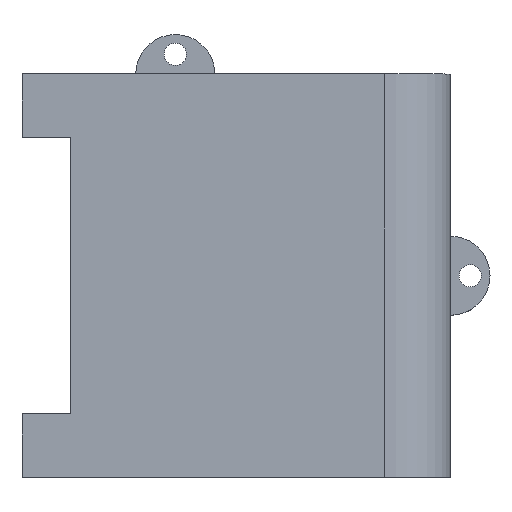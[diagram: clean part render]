
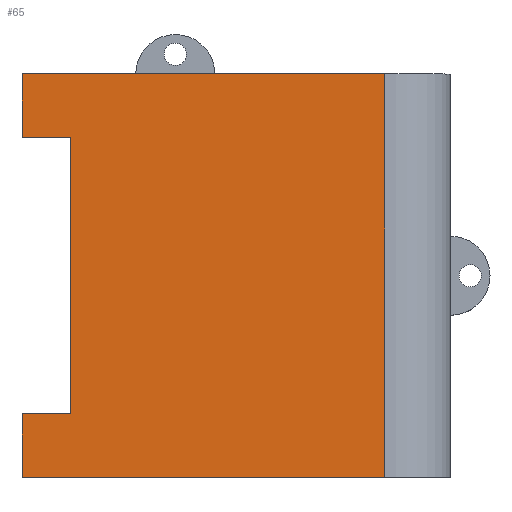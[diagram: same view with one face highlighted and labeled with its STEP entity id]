
A CAD part, top view. The second image highlights one B-rep face of the part: STEP entity #65.
In plain terms, the highlighted planar face has unit normal (0, 0, 1).
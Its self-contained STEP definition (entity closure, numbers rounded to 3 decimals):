
#28 = LINE ( 'NONE', #108, #249 ) ;
#45 = FACE_OUTER_BOUND ( 'NONE', #363, .T. ) ;
#56 = LINE ( 'NONE', #635, #153 ) ;
#65 = ADVANCED_FACE ( 'NONE', ( #45 ), #665, .T. ) ;
#76 = EDGE_CURVE ( 'NONE', #290, #466, #742, .T. ) ;
#106 = VERTEX_POINT ( 'NONE', #736 ) ;
#108 = CARTESIAN_POINT ( 'NONE',  ( 61.077, 95.828, 23. ) ) ;
#113 = VECTOR ( 'NONE', #908, 1000. ) ;
#115 = VERTEX_POINT ( 'NONE', #820 ) ;
#121 = CARTESIAN_POINT ( 'NONE',  ( 61.077, 95.828, 23. ) ) ;
#142 = CARTESIAN_POINT ( 'NONE',  ( 68.5, 44.245, 23. ) ) ;
#144 = CARTESIAN_POINT ( 'NONE',  ( 116.077, 34.661, 23. ) ) ;
#153 = VECTOR ( 'NONE', #1063, 1000. ) ;
#166 = LINE ( 'NONE', #971, #169 ) ;
#169 = VECTOR ( 'NONE', #653, 1000. ) ;
#185 = CARTESIAN_POINT ( 'NONE',  ( 116.077, 95.828, 23. ) ) ;
#198 = LINE ( 'NONE', #429, #393 ) ;
#225 = CARTESIAN_POINT ( 'NONE',  ( 61.077, 34.661, 23. ) ) ;
#245 = ORIENTED_EDGE ( 'NONE', *, *, #767, .T. ) ;
#249 = VECTOR ( 'NONE', #713, 1000. ) ;
#250 = VECTOR ( 'NONE', #672, 1000. ) ;
#283 = ORIENTED_EDGE ( 'NONE', *, *, #76, .F. ) ;
#290 = VERTEX_POINT ( 'NONE', #760 ) ;
#302 = DIRECTION ( 'NONE',  ( 1., 0., 0. ) ) ;
#317 = CARTESIAN_POINT ( 'NONE',  ( 61.077, 95.828, 23. ) ) ;
#363 = EDGE_LOOP ( 'NONE', ( #283, #716, #245, #1065, #472, #810, #660, #617 ) ) ;
#393 = VECTOR ( 'NONE', #687, 1000. ) ;
#409 = CARTESIAN_POINT ( 'NONE',  ( -771.507, -77.629, 23. ) ) ;
#423 = VECTOR ( 'NONE', #922, 1000. ) ;
#427 = VERTEX_POINT ( 'NONE', #878 ) ;
#428 = EDGE_CURVE ( 'NONE', #290, #893, #28, .T. ) ;
#429 = CARTESIAN_POINT ( 'NONE',  ( 126.077, 34.661, 23. ) ) ;
#466 = VERTEX_POINT ( 'NONE', #142 ) ;
#472 = ORIENTED_EDGE ( 'NONE', *, *, #517, .T. ) ;
#495 = LINE ( 'NONE', #939, #250 ) ;
#517 = EDGE_CURVE ( 'NONE', #427, #874, #56, .T. ) ;
#532 = DIRECTION ( 'NONE',  ( 0., 1., 0. ) ) ;
#585 = EDGE_CURVE ( 'NONE', #874, #115, #832, .T. ) ;
#614 = LINE ( 'NONE', #185, #1099 ) ;
#617 = ORIENTED_EDGE ( 'NONE', *, *, #711, .F. ) ;
#635 = CARTESIAN_POINT ( 'NONE',  ( 126.077, 95.828, 23. ) ) ;
#653 = DIRECTION ( 'NONE',  ( -1., 0., 0. ) ) ;
#658 = DIRECTION ( 'NONE',  ( 0., 0., 1. ) ) ;
#660 = ORIENTED_EDGE ( 'NONE', *, *, #801, .F. ) ;
#665 = PLANE ( 'NONE',  #868 ) ;
#672 = DIRECTION ( 'NONE',  ( 0., 1., 0. ) ) ;
#687 = DIRECTION ( 'NONE',  ( 1., 0., 0. ) ) ;
#711 = EDGE_CURVE ( 'NONE', #466, #106, #495, .T. ) ;
#713 = DIRECTION ( 'NONE',  ( 0., -1., 0. ) ) ;
#716 = ORIENTED_EDGE ( 'NONE', *, *, #428, .T. ) ;
#736 = CARTESIAN_POINT ( 'NONE',  ( 68.5, 86.245, 23. ) ) ;
#742 = LINE ( 'NONE', #897, #423 ) ;
#760 = CARTESIAN_POINT ( 'NONE',  ( 61.077, 44.245, 23. ) ) ;
#767 = EDGE_CURVE ( 'NONE', #893, #955, #198, .T. ) ;
#801 = EDGE_CURVE ( 'NONE', #106, #115, #166, .T. ) ;
#810 = ORIENTED_EDGE ( 'NONE', *, *, #585, .T. ) ;
#820 = CARTESIAN_POINT ( 'NONE',  ( 61.077, 86.245, 23. ) ) ;
#832 = LINE ( 'NONE', #317, #113 ) ;
#868 = AXIS2_PLACEMENT_3D ( 'NONE', #409, #658, #302 ) ;
#874 = VERTEX_POINT ( 'NONE', #121 ) ;
#878 = CARTESIAN_POINT ( 'NONE',  ( 116.077, 95.828, 23. ) ) ;
#893 = VERTEX_POINT ( 'NONE', #225 ) ;
#897 = CARTESIAN_POINT ( 'NONE',  ( 12.5, 44.245, 23. ) ) ;
#908 = DIRECTION ( 'NONE',  ( 0., -1., 0. ) ) ;
#922 = DIRECTION ( 'NONE',  ( 1., 0., 0. ) ) ;
#939 = CARTESIAN_POINT ( 'NONE',  ( 68.5, 44.245, 23. ) ) ;
#955 = VERTEX_POINT ( 'NONE', #144 ) ;
#971 = CARTESIAN_POINT ( 'NONE',  ( 68.5, 86.245, 23. ) ) ;
#1063 = DIRECTION ( 'NONE',  ( -1., 0., 0. ) ) ;
#1065 = ORIENTED_EDGE ( 'NONE', *, *, #1109, .T. ) ;
#1099 = VECTOR ( 'NONE', #532, 1000. ) ;
#1109 = EDGE_CURVE ( 'NONE', #955, #427, #614, .T. ) ;
